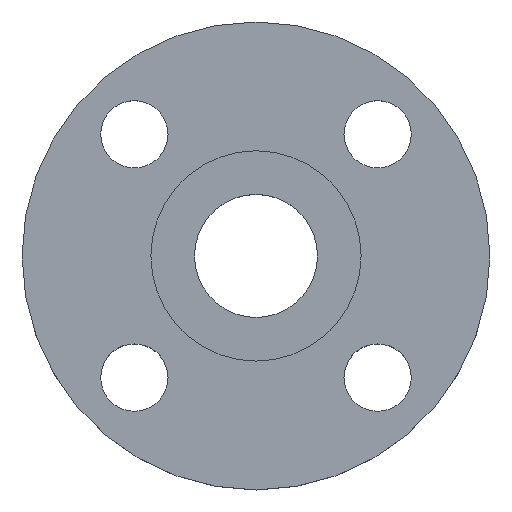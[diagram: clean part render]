
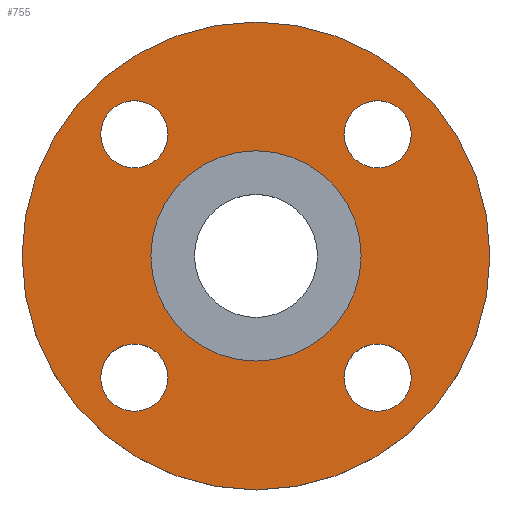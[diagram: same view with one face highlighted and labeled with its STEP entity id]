
A CAD part, top view. The second image highlights one B-rep face of the part: STEP entity #755.
In plain terms, the highlighted planar face has unit normal (0, 0, 1).
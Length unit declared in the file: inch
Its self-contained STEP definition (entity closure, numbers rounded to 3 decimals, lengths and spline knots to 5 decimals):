
#11 = AXIS2_PLACEMENT_3D ( 'NONE', #607, #602, #306 ) ;
#16 = VERTEX_POINT ( 'NONE', #233 ) ;
#18 = FACE_BOUND ( 'NONE', #478, .T. ) ;
#25 = FACE_OUTER_BOUND ( 'NONE', #361, .T. ) ;
#36 = CIRCLE ( 'NONE', #485, 3.06 ) ;
#37 = EDGE_CURVE ( 'NONE', #16, #551, #150, .T. ) ;
#43 = DIRECTION ( 'NONE',  ( 0., 0., 1. ) ) ;
#44 = AXIS2_PLACEMENT_3D ( 'NONE', #700, #644, #285 ) ;
#45 = AXIS2_PLACEMENT_3D ( 'NONE', #586, #703, #158 ) ;
#50 = CARTESIAN_POINT ( 'NONE',  ( -1.59099, 2.03099, -0.0625 ) ) ;
#55 = CARTESIAN_POINT ( 'NONE',  ( 3.06, 0., -0.0625 ) ) ;
#57 = CARTESIAN_POINT ( 'NONE',  ( 0., 0., -0.0625 ) ) ;
#61 = VERTEX_POINT ( 'NONE', #593 ) ;
#64 = DIRECTION ( 'NONE',  ( 0., 1., 0. ) ) ;
#70 = CARTESIAN_POINT ( 'NONE',  ( -1.59099, -1.59099, -0.0625 ) ) ;
#87 = VERTEX_POINT ( 'NONE', #417 ) ;
#95 = ORIENTED_EDGE ( 'NONE', *, *, #277, .F. ) ;
#101 = VERTEX_POINT ( 'NONE', #483 ) ;
#120 = VERTEX_POINT ( 'NONE', #50 ) ;
#124 = VERTEX_POINT ( 'NONE', #241 ) ;
#125 = EDGE_CURVE ( 'NONE', #208, #496, #36, .T. ) ;
#150 = CIRCLE ( 'NONE', #11, 0.44 ) ;
#151 = AXIS2_PLACEMENT_3D ( 'NONE', #541, #368, #778 ) ;
#154 = EDGE_CURVE ( 'NONE', #315, #173, #243, .T. ) ;
#158 = DIRECTION ( 'NONE',  ( 0., -1., 0. ) ) ;
#160 = CIRCLE ( 'NONE', #719, 0.44 ) ;
#163 = DIRECTION ( 'NONE',  ( 1., 0., 0. ) ) ;
#171 = CIRCLE ( 'NONE', #691, 0.44 ) ;
#173 = VERTEX_POINT ( 'NONE', #296 ) ;
#183 = EDGE_CURVE ( 'NONE', #124, #120, #349, .T. ) ;
#190 = ORIENTED_EDGE ( 'NONE', *, *, #605, .F. ) ;
#199 = AXIS2_PLACEMENT_3D ( 'NONE', #310, #754, #453 ) ;
#208 = VERTEX_POINT ( 'NONE', #390 ) ;
#214 = ORIENTED_EDGE ( 'NONE', *, *, #282, .F. ) ;
#233 = CARTESIAN_POINT ( 'NONE',  ( 1.59099, -2.03099, -0.0625 ) ) ;
#235 = DIRECTION ( 'NONE',  ( 1., 0., 0. ) ) ;
#241 = CARTESIAN_POINT ( 'NONE',  ( -1.59099, 1.15099, -0.0625 ) ) ;
#243 = CIRCLE ( 'NONE', #151, 1.375 ) ;
#256 = AXIS2_PLACEMENT_3D ( 'NONE', #709, #298, #235 ) ;
#272 = FACE_BOUND ( 'NONE', #345, .T. ) ;
#273 = DIRECTION ( 'NONE',  ( 0., 0., 1. ) ) ;
#277 = EDGE_CURVE ( 'NONE', #120, #124, #596, .T. ) ;
#280 = CIRCLE ( 'NONE', #454, 3.06 ) ;
#282 = EDGE_CURVE ( 'NONE', #101, #599, #598, .T. ) ;
#285 = DIRECTION ( 'NONE',  ( 1., 0., 0. ) ) ;
#289 = ORIENTED_EDGE ( 'NONE', *, *, #367, .T. ) ;
#290 = AXIS2_PLACEMENT_3D ( 'NONE', #396, #636, #163 ) ;
#295 = CARTESIAN_POINT ( 'NONE',  ( -1.59099, -1.59099, -0.0625 ) ) ;
#296 = CARTESIAN_POINT ( 'NONE',  ( -1.375, 0., -0.0625 ) ) ;
#297 = ORIENTED_EDGE ( 'NONE', *, *, #125, .T. ) ;
#298 = DIRECTION ( 'NONE',  ( 0., 0., -1. ) ) ;
#305 = CARTESIAN_POINT ( 'NONE',  ( 0., 0., -0.0625 ) ) ;
#306 = DIRECTION ( 'NONE',  ( 0., -1., 0. ) ) ;
#310 = CARTESIAN_POINT ( 'NONE',  ( 1.59099, 1.59099, -0.0625 ) ) ;
#312 = DIRECTION ( 'NONE',  ( 0., 0., 1. ) ) ;
#315 = VERTEX_POINT ( 'NONE', #575 ) ;
#316 = DIRECTION ( 'NONE',  ( 0., 0., 1. ) ) ;
#334 = FACE_BOUND ( 'NONE', #376, .T. ) ;
#338 = DIRECTION ( 'NONE',  ( -1., 0., 0. ) ) ;
#344 = DIRECTION ( 'NONE',  ( -1., 0., 0. ) ) ;
#345 = EDGE_LOOP ( 'NONE', ( #514, #214 ) ) ;
#349 = CIRCLE ( 'NONE', #767, 0.44 ) ;
#351 = ORIENTED_EDGE ( 'NONE', *, *, #37, .F. ) ;
#361 = EDGE_LOOP ( 'NONE', ( #787, #297 ) ) ;
#367 = EDGE_CURVE ( 'NONE', #173, #315, #585, .T. ) ;
#368 = DIRECTION ( 'NONE',  ( 0., 0., -1. ) ) ;
#376 = EDGE_LOOP ( 'NONE', ( #95, #536 ) ) ;
#378 = CARTESIAN_POINT ( 'NONE',  ( 2.03099, 1.59099, -0.0625 ) ) ;
#390 = CARTESIAN_POINT ( 'NONE',  ( -3.06, 0., -0.0625 ) ) ;
#392 = CIRCLE ( 'NONE', #45, 0.44 ) ;
#396 = CARTESIAN_POINT ( 'NONE',  ( 0., 0., -0.0625 ) ) ;
#410 = EDGE_CURVE ( 'NONE', #61, #87, #171, .T. ) ;
#417 = CARTESIAN_POINT ( 'NONE',  ( -1.15099, -1.59099, -0.0625 ) ) ;
#445 = ORIENTED_EDGE ( 'NONE', *, *, #788, .F. ) ;
#452 = FACE_BOUND ( 'NONE', #562, .T. ) ;
#453 = DIRECTION ( 'NONE',  ( 1., 0., 0. ) ) ;
#454 = AXIS2_PLACEMENT_3D ( 'NONE', #305, #312, #736 ) ;
#477 = DIRECTION ( 'NONE',  ( 0., 0., 1. ) ) ;
#478 = EDGE_LOOP ( 'NONE', ( #611, #190 ) ) ;
#483 = CARTESIAN_POINT ( 'NONE',  ( 1.15099, 1.59099, -0.0625 ) ) ;
#485 = AXIS2_PLACEMENT_3D ( 'NONE', #57, #477, #666 ) ;
#496 = VERTEX_POINT ( 'NONE', #55 ) ;
#497 = CARTESIAN_POINT ( 'NONE',  ( 1.59099, -1.15099, -0.0625 ) ) ;
#514 = ORIENTED_EDGE ( 'NONE', *, *, #770, .F. ) ;
#531 = EDGE_CURVE ( 'NONE', #496, #208, #280, .T. ) ;
#536 = ORIENTED_EDGE ( 'NONE', *, *, #183, .F. ) ;
#541 = CARTESIAN_POINT ( 'NONE',  ( 0., 0., -0.0625 ) ) ;
#551 = VERTEX_POINT ( 'NONE', #497 ) ;
#556 = AXIS2_PLACEMENT_3D ( 'NONE', #687, #273, #64 ) ;
#562 = EDGE_LOOP ( 'NONE', ( #667, #289 ) ) ;
#564 = FACE_BOUND ( 'NONE', #615, .T. ) ;
#575 = CARTESIAN_POINT ( 'NONE',  ( 1.375, 0., -0.0625 ) ) ;
#585 = CIRCLE ( 'NONE', #256, 1.375 ) ;
#586 = CARTESIAN_POINT ( 'NONE',  ( 1.59099, -1.59099, -0.0625 ) ) ;
#593 = CARTESIAN_POINT ( 'NONE',  ( -2.03099, -1.59099, -0.0625 ) ) ;
#596 = CIRCLE ( 'NONE', #556, 0.44 ) ;
#598 = CIRCLE ( 'NONE', #199, 0.44 ) ;
#599 = VERTEX_POINT ( 'NONE', #378 ) ;
#602 = DIRECTION ( 'NONE',  ( 0., 0., 1. ) ) ;
#605 = EDGE_CURVE ( 'NONE', #87, #61, #160, .T. ) ;
#607 = CARTESIAN_POINT ( 'NONE',  ( 1.59099, -1.59099, -0.0625 ) ) ;
#611 = ORIENTED_EDGE ( 'NONE', *, *, #410, .F. ) ;
#615 = EDGE_LOOP ( 'NONE', ( #351, #445 ) ) ;
#636 = DIRECTION ( 'NONE',  ( 0., 0., 1. ) ) ;
#642 = DIRECTION ( 'NONE',  ( 0., 1., 0. ) ) ;
#644 = DIRECTION ( 'NONE',  ( 0., 0., 1. ) ) ;
#666 = DIRECTION ( 'NONE',  ( 1., 0., 0. ) ) ;
#667 = ORIENTED_EDGE ( 'NONE', *, *, #154, .T. ) ;
#687 = CARTESIAN_POINT ( 'NONE',  ( -1.59099, 1.59099, -0.0625 ) ) ;
#690 = PLANE ( 'NONE',  #290 ) ;
#691 = AXIS2_PLACEMENT_3D ( 'NONE', #295, #43, #344 ) ;
#700 = CARTESIAN_POINT ( 'NONE',  ( 1.59099, 1.59099, -0.0625 ) ) ;
#703 = DIRECTION ( 'NONE',  ( 0., 0., 1. ) ) ;
#709 = CARTESIAN_POINT ( 'NONE',  ( 0., 0., -0.0625 ) ) ;
#719 = AXIS2_PLACEMENT_3D ( 'NONE', #70, #316, #338 ) ;
#734 = CIRCLE ( 'NONE', #44, 0.44 ) ;
#736 = DIRECTION ( 'NONE',  ( 1., 0., 0. ) ) ;
#737 = CARTESIAN_POINT ( 'NONE',  ( -1.59099, 1.59099, -0.0625 ) ) ;
#754 = DIRECTION ( 'NONE',  ( 0., 0., 1. ) ) ;
#755 = ADVANCED_FACE ( 'NONE', ( #564, #18, #334, #272, #452, #25 ), #690, .T. ) ;
#764 = DIRECTION ( 'NONE',  ( 0., 0., 1. ) ) ;
#767 = AXIS2_PLACEMENT_3D ( 'NONE', #737, #764, #642 ) ;
#770 = EDGE_CURVE ( 'NONE', #599, #101, #734, .T. ) ;
#778 = DIRECTION ( 'NONE',  ( 1., 0., 0. ) ) ;
#787 = ORIENTED_EDGE ( 'NONE', *, *, #531, .T. ) ;
#788 = EDGE_CURVE ( 'NONE', #551, #16, #392, .T. ) ;
